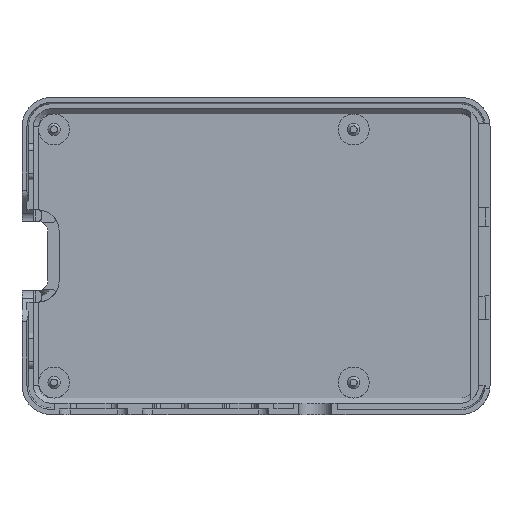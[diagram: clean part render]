
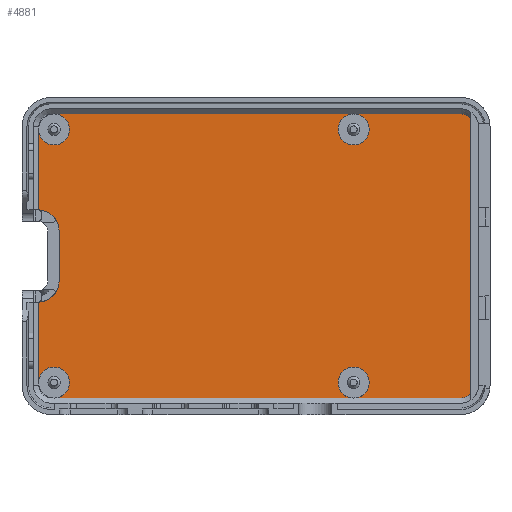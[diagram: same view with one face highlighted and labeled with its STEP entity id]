
A CAD part, top view. The second image highlights one B-rep face of the part: STEP entity #4881.
In plain terms, the highlighted planar face has unit normal (0, 0, 1).
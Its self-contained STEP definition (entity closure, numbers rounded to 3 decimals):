
#184=CIRCLE('',#5183,4.2);
#221=CIRCLE('',#5242,4.2);
#222=CIRCLE('',#5244,3.);
#223=CIRCLE('',#5245,3.);
#224=CIRCLE('',#5246,3.);
#225=CIRCLE('',#5247,3.);
#226=CIRCLE('',#5248,2.5);
#227=CIRCLE('',#5249,2.5);
#228=CIRCLE('',#5250,3.);
#229=CIRCLE('',#5251,3.);
#230=CIRCLE('',#5252,3.);
#231=CIRCLE('',#5253,3.);
#436=LINE('',#7554,#953);
#448=LINE('',#7592,#965);
#449=LINE('',#7598,#966);
#450=LINE('',#7603,#967);
#451=LINE('',#7607,#968);
#452=LINE('',#7611,#969);
#453=LINE('',#7616,#970);
#454=LINE('',#7621,#971);
#953=VECTOR('',#5882,10.);
#965=VECTOR('',#5924,10.);
#966=VECTOR('',#5929,10.);
#967=VECTOR('',#5934,10.);
#968=VECTOR('',#5937,10.);
#969=VECTOR('',#5940,10.);
#970=VECTOR('',#5945,10.);
#971=VECTOR('',#5950,10.);
#1407=PLANE('',#5243);
#1585=FACE_OUTER_BOUND('',#1871,.T.);
#1871=EDGE_LOOP('',(#3586,#3587,#3588,#3589,#3590,#3591,#3592,#3593,#3594,
#3595,#3596,#3597,#3598,#3599,#3600,#3601,#3602,#3603,#3604,#3605));
#2213=VERTEX_POINT('',#7403);
#2214=VERTEX_POINT('',#7405);
#2275=VERTEX_POINT('',#7553);
#2285=VERTEX_POINT('',#7587);
#2286=VERTEX_POINT('',#7591);
#2287=VERTEX_POINT('',#7593);
#2288=VERTEX_POINT('',#7595);
#2289=VERTEX_POINT('',#7597);
#2290=VERTEX_POINT('',#7599);
#2291=VERTEX_POINT('',#7602);
#2292=VERTEX_POINT('',#7604);
#2293=VERTEX_POINT('',#7606);
#2294=VERTEX_POINT('',#7608);
#2295=VERTEX_POINT('',#7610);
#2296=VERTEX_POINT('',#7612);
#2297=VERTEX_POINT('',#7615);
#2298=VERTEX_POINT('',#7617);
#2299=VERTEX_POINT('',#7619);
#2692=EDGE_CURVE('',#2214,#2213,#184,.T.);
#2765=EDGE_CURVE('',#2213,#2275,#436,.T.);
#2784=EDGE_CURVE('',#2275,#2285,#221,.T.);
#2785=EDGE_CURVE('',#2286,#2285,#448,.T.);
#2786=EDGE_CURVE('',#2286,#2287,#222,.T.);
#2787=EDGE_CURVE('',#2287,#2288,#223,.T.);
#2788=EDGE_CURVE('',#2289,#2288,#449,.T.);
#2789=EDGE_CURVE('',#2289,#2290,#224,.T.);
#2790=EDGE_CURVE('',#2290,#2289,#225,.T.);
#2791=EDGE_CURVE('',#2291,#2289,#450,.T.);
#2792=EDGE_CURVE('',#2292,#2291,#226,.T.);
#2793=EDGE_CURVE('',#2292,#2293,#451,.T.);
#2794=EDGE_CURVE('',#2294,#2293,#227,.T.);
#2795=EDGE_CURVE('',#2295,#2294,#452,.T.);
#2796=EDGE_CURVE('',#2295,#2296,#228,.T.);
#2797=EDGE_CURVE('',#2296,#2295,#229,.T.);
#2798=EDGE_CURVE('',#2297,#2295,#453,.T.);
#2799=EDGE_CURVE('',#2297,#2298,#230,.T.);
#2800=EDGE_CURVE('',#2298,#2299,#231,.T.);
#2801=EDGE_CURVE('',#2214,#2299,#454,.T.);
#3586=ORIENTED_EDGE('',*,*,#2784,.T.);
#3587=ORIENTED_EDGE('',*,*,#2785,.F.);
#3588=ORIENTED_EDGE('',*,*,#2786,.T.);
#3589=ORIENTED_EDGE('',*,*,#2787,.T.);
#3590=ORIENTED_EDGE('',*,*,#2788,.F.);
#3591=ORIENTED_EDGE('',*,*,#2789,.T.);
#3592=ORIENTED_EDGE('',*,*,#2790,.T.);
#3593=ORIENTED_EDGE('',*,*,#2791,.F.);
#3594=ORIENTED_EDGE('',*,*,#2792,.F.);
#3595=ORIENTED_EDGE('',*,*,#2793,.T.);
#3596=ORIENTED_EDGE('',*,*,#2794,.F.);
#3597=ORIENTED_EDGE('',*,*,#2795,.F.);
#3598=ORIENTED_EDGE('',*,*,#2796,.T.);
#3599=ORIENTED_EDGE('',*,*,#2797,.T.);
#3600=ORIENTED_EDGE('',*,*,#2798,.F.);
#3601=ORIENTED_EDGE('',*,*,#2799,.T.);
#3602=ORIENTED_EDGE('',*,*,#2800,.T.);
#3603=ORIENTED_EDGE('',*,*,#2801,.F.);
#3604=ORIENTED_EDGE('',*,*,#2692,.T.);
#3605=ORIENTED_EDGE('',*,*,#2765,.T.);
#4881=ADVANCED_FACE('',(#1585),#1407,.T.);
#5183=AXIS2_PLACEMENT_3D('',#7406,#5749,#5750);
#5242=AXIS2_PLACEMENT_3D('',#7589,#5920,#5921);
#5243=AXIS2_PLACEMENT_3D('',#7590,#5922,#5923);
#5244=AXIS2_PLACEMENT_3D('',#7594,#5925,#5926);
#5245=AXIS2_PLACEMENT_3D('',#7596,#5927,#5928);
#5246=AXIS2_PLACEMENT_3D('',#7600,#5930,#5931);
#5247=AXIS2_PLACEMENT_3D('',#7601,#5932,#5933);
#5248=AXIS2_PLACEMENT_3D('',#7605,#5935,#5936);
#5249=AXIS2_PLACEMENT_3D('',#7609,#5938,#5939);
#5250=AXIS2_PLACEMENT_3D('',#7613,#5941,#5942);
#5251=AXIS2_PLACEMENT_3D('',#7614,#5943,#5944);
#5252=AXIS2_PLACEMENT_3D('',#7618,#5946,#5947);
#5253=AXIS2_PLACEMENT_3D('',#7620,#5948,#5949);
#5749=DIRECTION('center_axis',(0.,0.,-1.));
#5750=DIRECTION('ref_axis',(1.,0.,0.));
#5882=DIRECTION('',(0.,-1.,0.));
#5920=DIRECTION('center_axis',(0.,0.,-1.));
#5921=DIRECTION('ref_axis',(0.,-1.,0.));
#5922=DIRECTION('center_axis',(0.,0.,1.));
#5923=DIRECTION('ref_axis',(1.,0.,0.));
#5924=DIRECTION('',(0.,1.,0.));
#5925=DIRECTION('center_axis',(0.,0.,-1.));
#5926=DIRECTION('ref_axis',(-1.,0.,0.));
#5927=DIRECTION('center_axis',(0.,0.,-1.));
#5928=DIRECTION('ref_axis',(-1.,0.,0.));
#5929=DIRECTION('',(-1.,0.,0.));
#5930=DIRECTION('center_axis',(0.,0.,-1.));
#5931=DIRECTION('ref_axis',(-1.,0.,0.));
#5932=DIRECTION('center_axis',(0.,0.,-1.));
#5933=DIRECTION('ref_axis',(-1.,0.,0.));
#5934=DIRECTION('',(-1.,0.,0.));
#5935=DIRECTION('center_axis',(0.,0.,-1.));
#5936=DIRECTION('ref_axis',(0.,-1.,0.));
#5937=DIRECTION('',(0.,1.,0.));
#5938=DIRECTION('center_axis',(0.,0.,-1.));
#5939=DIRECTION('ref_axis',(1.,0.,0.));
#5940=DIRECTION('',(1.,0.,0.));
#5941=DIRECTION('center_axis',(0.,0.,-1.));
#5942=DIRECTION('ref_axis',(-1.,0.,0.));
#5943=DIRECTION('center_axis',(0.,0.,-1.));
#5944=DIRECTION('ref_axis',(-1.,0.,0.));
#5945=DIRECTION('',(1.,0.,0.));
#5946=DIRECTION('center_axis',(0.,0.,-1.));
#5947=DIRECTION('ref_axis',(-1.,0.,0.));
#5948=DIRECTION('center_axis',(0.,0.,-1.));
#5949=DIRECTION('ref_axis',(-1.,0.,0.));
#5950=DIRECTION('',(0.,1.,0.));
#7403=CARTESIAN_POINT('',(-38.,32.75,-3.));
#7405=CARTESIAN_POINT('',(-42.,36.945,-3.));
#7406=CARTESIAN_POINT('Origin',(-42.2,32.75,-3.));
#7553=CARTESIAN_POINT('',(-38.,23.25,-3.));
#7554=CARTESIAN_POINT('',(-38.,25.625,-3.));
#7587=CARTESIAN_POINT('',(-42.,19.055,-3.));
#7589=CARTESIAN_POINT('Origin',(-42.2,23.25,-3.));
#7590=CARTESIAN_POINT('Origin',(0.1,28.,-3.));
#7591=CARTESIAN_POINT('',(-42.,3.5,-3.));
#7592=CARTESIAN_POINT('',(-42.,40.5,-3.));
#7593=CARTESIAN_POINT('',(-36.,3.5,-3.));
#7594=CARTESIAN_POINT('Origin',(-39.,3.5,-3.));
#7595=CARTESIAN_POINT('',(-39.,0.5,-3.));
#7596=CARTESIAN_POINT('Origin',(-39.,3.5,-3.));
#7597=CARTESIAN_POINT('',(19.,0.5,-3.));
#7598=CARTESIAN_POINT('',(0.05,0.5,-3.));
#7599=CARTESIAN_POINT('',(22.,3.5,-3.));
#7600=CARTESIAN_POINT('Origin',(19.,3.5,-3.));
#7601=CARTESIAN_POINT('Origin',(19.,3.5,-3.));
#7602=CARTESIAN_POINT('',(39.7,0.5,-3.));
#7603=CARTESIAN_POINT('',(0.05,0.5,-3.));
#7604=CARTESIAN_POINT('',(41.7,1.5,-3.));
#7605=CARTESIAN_POINT('Origin',(39.7,3.,-3.));
#7606=CARTESIAN_POINT('',(41.7,54.5,-3.));
#7607=CARTESIAN_POINT('',(41.7,41.936,-3.));
#7608=CARTESIAN_POINT('',(39.7,55.5,-3.));
#7609=CARTESIAN_POINT('Origin',(39.7,53.,-3.));
#7610=CARTESIAN_POINT('',(19.,55.5,-3.));
#7611=CARTESIAN_POINT('',(19.9,55.5,-3.));
#7612=CARTESIAN_POINT('',(22.,52.5,-3.));
#7613=CARTESIAN_POINT('Origin',(19.,52.5,-3.));
#7614=CARTESIAN_POINT('Origin',(19.,52.5,-3.));
#7615=CARTESIAN_POINT('',(-39.,55.5,-3.));
#7616=CARTESIAN_POINT('',(19.9,55.5,-3.));
#7617=CARTESIAN_POINT('',(-36.,52.5,-3.));
#7618=CARTESIAN_POINT('Origin',(-39.,52.5,-3.));
#7619=CARTESIAN_POINT('',(-42.,52.5,-3.));
#7620=CARTESIAN_POINT('Origin',(-39.,52.5,-3.));
#7621=CARTESIAN_POINT('',(-42.,40.5,-3.));
